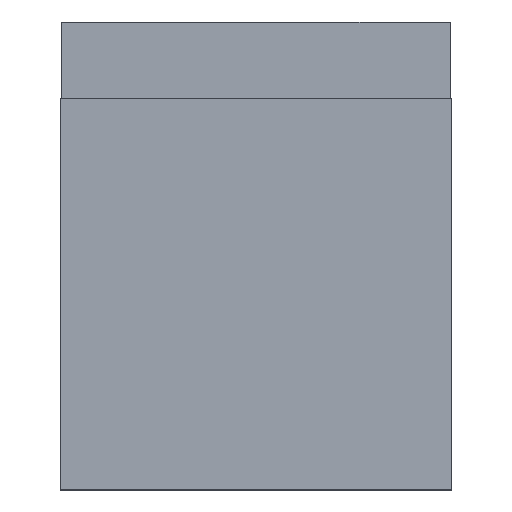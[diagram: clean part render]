
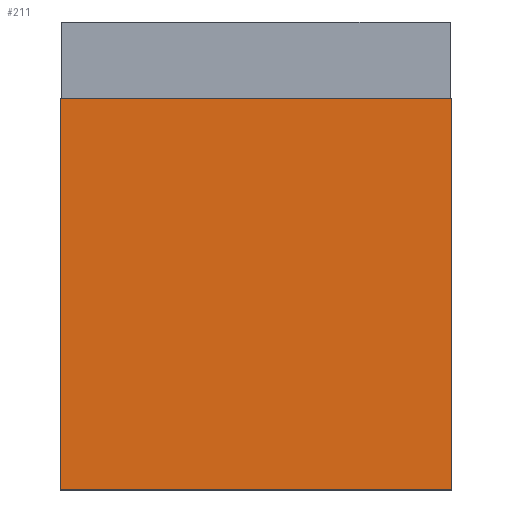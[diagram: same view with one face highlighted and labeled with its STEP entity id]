
A CAD part, front view. The second image highlights one B-rep face of the part: STEP entity #211.
In plain terms, the highlighted planar face has unit normal (0, -1, 0).
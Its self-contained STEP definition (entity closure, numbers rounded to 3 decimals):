
#1 = AXIS2_PLACEMENT_3D ( 'NONE', #129, #205, #386 ) ;
#8 = ORIENTED_EDGE ( 'NONE', *, *, #354, .T. ) ;
#15 = VERTEX_POINT ( 'NONE', #452 ) ;
#63 = CARTESIAN_POINT ( 'NONE',  ( 21., 0., 28. ) ) ;
#68 = DIRECTION ( 'NONE',  ( 1., 0., 0. ) ) ;
#72 = LINE ( 'NONE', #282, #522 ) ;
#82 = EDGE_CURVE ( 'NONE', #15, #231, #440, .T. ) ;
#86 = PLANE ( 'NONE',  #1 ) ;
#124 = DIRECTION ( 'NONE',  ( 0., 0., -1. ) ) ;
#129 = CARTESIAN_POINT ( 'NONE',  ( 21., 0., 40.022 ) ) ;
#205 = DIRECTION ( 'NONE',  ( 0., -1., 0. ) ) ;
#211 = ADVANCED_FACE ( 'NONE', ( #331 ), #86, .T. ) ;
#231 = VERTEX_POINT ( 'NONE', #298 ) ;
#245 = CARTESIAN_POINT ( 'NONE',  ( 14., 0., 0. ) ) ;
#282 = CARTESIAN_POINT ( 'NONE',  ( 21., 0., 0. ) ) ;
#295 = EDGE_LOOP ( 'NONE', ( #383, #296, #490, #8 ) ) ;
#296 = ORIENTED_EDGE ( 'NONE', *, *, #82, .F. ) ;
#298 = CARTESIAN_POINT ( 'NONE',  ( 14., 0., 28. ) ) ;
#331 = FACE_OUTER_BOUND ( 'NONE', #295, .T. ) ;
#354 = EDGE_CURVE ( 'NONE', #374, #496, #72, .T. ) ;
#374 = VERTEX_POINT ( 'NONE', #460 ) ;
#383 = ORIENTED_EDGE ( 'NONE', *, *, #493, .F. ) ;
#386 = DIRECTION ( 'NONE',  ( 0., 0., -1. ) ) ;
#408 = DIRECTION ( 'NONE',  ( 1., 0., 0. ) ) ;
#425 = DIRECTION ( 'NONE',  ( 0., 0., -1. ) ) ;
#435 = VECTOR ( 'NONE', #408, 1000. ) ;
#439 = LINE ( 'NONE', #512, #495 ) ;
#440 = LINE ( 'NONE', #63, #435 ) ;
#452 = CARTESIAN_POINT ( 'NONE',  ( -14., 0., 28. ) ) ;
#454 = VECTOR ( 'NONE', #124, 1000. ) ;
#460 = CARTESIAN_POINT ( 'NONE',  ( -14., 0., 0. ) ) ;
#463 = EDGE_CURVE ( 'NONE', #15, #374, #502, .T. ) ;
#490 = ORIENTED_EDGE ( 'NONE', *, *, #463, .T. ) ;
#493 = EDGE_CURVE ( 'NONE', #231, #496, #439, .T. ) ;
#495 = VECTOR ( 'NONE', #425, 1000. ) ;
#496 = VERTEX_POINT ( 'NONE', #245 ) ;
#502 = LINE ( 'NONE', #507, #454 ) ;
#507 = CARTESIAN_POINT ( 'NONE',  ( -14., 0., 40.022 ) ) ;
#512 = CARTESIAN_POINT ( 'NONE',  ( 14., 0., 0. ) ) ;
#522 = VECTOR ( 'NONE', #68, 1000. ) ;
